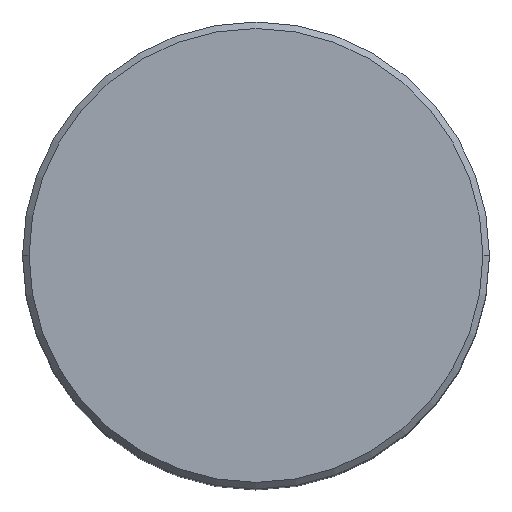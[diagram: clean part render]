
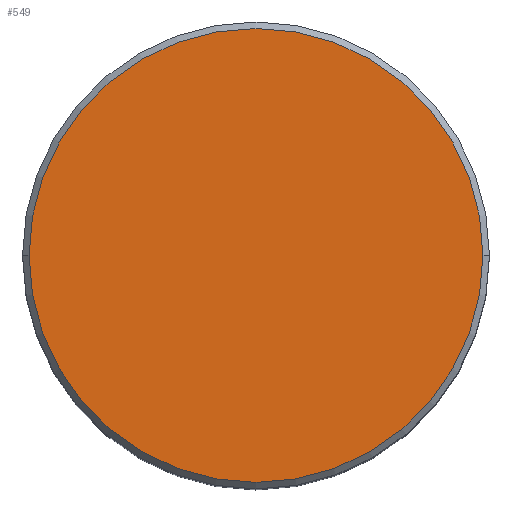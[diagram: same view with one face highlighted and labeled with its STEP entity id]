
A CAD part, top view. The second image highlights one B-rep face of the part: STEP entity #549.
In plain terms, the highlighted planar face has unit normal (0, 0, 1).
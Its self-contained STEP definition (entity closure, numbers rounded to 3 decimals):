
#16 = ORIENTED_EDGE ( 'NONE', *, *, #222, .T. ) ;
#18 = AXIS2_PLACEMENT_3D ( 'NONE', #162, #302, #343 ) ;
#45 = PLANE ( 'NONE',  #380 ) ;
#47 = VERTEX_POINT ( 'NONE', #203 ) ;
#84 = DIRECTION ( 'NONE',  ( 1., 0., 0. ) ) ;
#90 = DIRECTION ( 'NONE',  ( 0., 0., 1. ) ) ;
#125 = CARTESIAN_POINT ( 'NONE',  ( 0., 0., 0. ) ) ;
#143 = ORIENTED_EDGE ( 'NONE', *, *, #376, .T. ) ;
#162 = CARTESIAN_POINT ( 'NONE',  ( 0., 0., 0. ) ) ;
#203 = CARTESIAN_POINT ( 'NONE',  ( -17.5, 0., 0. ) ) ;
#222 = EDGE_CURVE ( 'NONE', #47, #363, #532, .T. ) ;
#268 = DIRECTION ( 'NONE',  ( 1., 0., 0. ) ) ;
#302 = DIRECTION ( 'NONE',  ( 0., 0., 1. ) ) ;
#308 = CARTESIAN_POINT ( 'NONE',  ( 0., 0., 0. ) ) ;
#343 = DIRECTION ( 'NONE',  ( 1., 0., 0. ) ) ;
#348 = CIRCLE ( 'NONE', #18, 17.5 ) ;
#363 = VERTEX_POINT ( 'NONE', #393 ) ;
#366 = EDGE_LOOP ( 'NONE', ( #16, #143 ) ) ;
#367 = FACE_OUTER_BOUND ( 'NONE', #366, .T. ) ;
#376 = EDGE_CURVE ( 'NONE', #363, #47, #348, .T. ) ;
#380 = AXIS2_PLACEMENT_3D ( 'NONE', #125, #90, #84 ) ;
#393 = CARTESIAN_POINT ( 'NONE',  ( 17.5, 0., 0. ) ) ;
#426 = AXIS2_PLACEMENT_3D ( 'NONE', #308, #492, #268 ) ;
#492 = DIRECTION ( 'NONE',  ( 0., 0., 1. ) ) ;
#532 = CIRCLE ( 'NONE', #426, 17.5 ) ;
#549 = ADVANCED_FACE ( 'NONE', ( #367 ), #45, .T. ) ;
